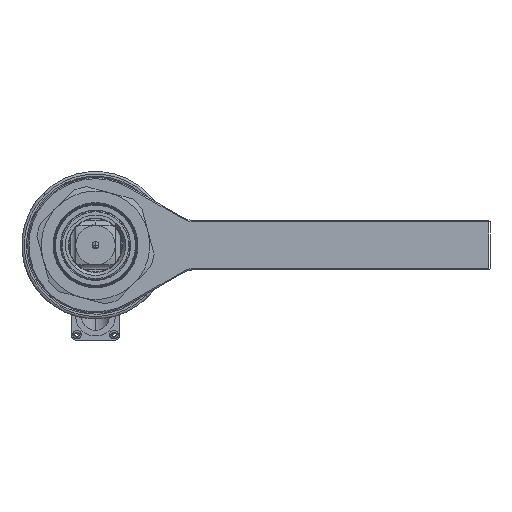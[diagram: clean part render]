
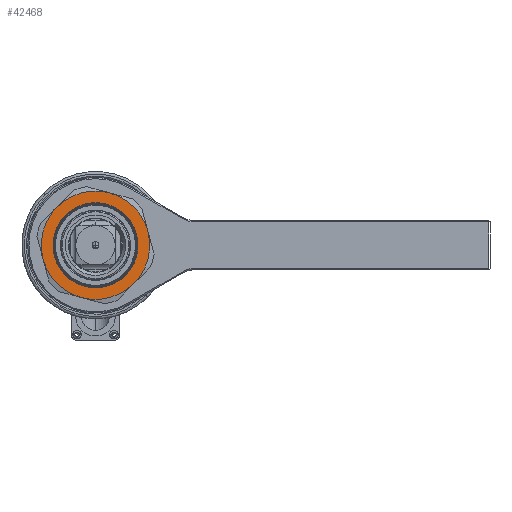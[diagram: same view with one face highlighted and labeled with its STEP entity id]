
A CAD part, left-side view. The second image highlights one B-rep face of the part: STEP entity #42468.
In plain terms, the highlighted planar face has unit normal (-1, 0, 0).
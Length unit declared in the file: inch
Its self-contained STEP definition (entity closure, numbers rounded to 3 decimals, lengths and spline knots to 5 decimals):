
#41604=CARTESIAN_POINT('',(-19.9614,0.005,0.));
#41605=DIRECTION('',(-1.,0.,0.));
#41606=DIRECTION('',(0.,0.707,0.707));
#41607=AXIS2_PLACEMENT_3D('',#41604,#41605,#41606);
#41609=CARTESIAN_POINT('',(-19.9614,0.005,0.));
#41610=DIRECTION('',(-1.,0.,0.));
#41611=DIRECTION('',(0.,-0.259,0.966));
#41612=AXIS2_PLACEMENT_3D('',#41609,#41610,#41611);
#41614=CARTESIAN_POINT('',(-19.9614,0.005,0.));
#41615=DIRECTION('',(-1.,0.,0.));
#41616=DIRECTION('',(0.,-0.707,-0.707));
#41617=AXIS2_PLACEMENT_3D('',#41614,#41615,#41616);
#41619=CARTESIAN_POINT('',(-19.9614,0.005,0.));
#41620=DIRECTION('',(-1.,0.,0.));
#41621=DIRECTION('',(0.,0.259,-0.966));
#41622=AXIS2_PLACEMENT_3D('',#41619,#41620,#41621);
#41624=CARTESIAN_POINT('',(-19.9614,0.005,0.));
#41625=DIRECTION('',(-1.,0.,0.));
#41626=DIRECTION('',(0.,0.707,0.707));
#41627=AXIS2_PLACEMENT_3D('',#41624,#41625,#41626);
#41629=CARTESIAN_POINT('',(-19.9614,0.005,0.));
#41630=DIRECTION('',(-1.,0.,0.));
#41631=DIRECTION('',(0.,-0.707,-0.707));
#41632=AXIS2_PLACEMENT_3D('',#41629,#41630,#41631);
#41644=CARTESIAN_POINT('',(-19.9614,0.005,0.));
#41645=DIRECTION('',(-1.,0.,0.));
#41646=DIRECTION('',(0.,0.966,-0.259));
#41647=AXIS2_PLACEMENT_3D('',#41644,#41645,#41646);
#41724=CARTESIAN_POINT('',(-19.9614,0.005,0.));
#41725=DIRECTION('',(-1.,0.,0.));
#41726=DIRECTION('',(0.,-0.966,0.259));
#41727=AXIS2_PLACEMENT_3D('',#41724,#41725,#41726);
#41759=CARTESIAN_POINT('',(-19.9614,1.33315,-0.35588));
#41799=CARTESIAN_POINT('',(-19.9614,0.97727,0.97227));
#41839=CARTESIAN_POINT('',(-19.9614,-0.35088,1.32815));
#41879=CARTESIAN_POINT('',(-19.9614,-1.32315,0.35588));
#41899=CARTESIAN_POINT('',(-19.9614,-0.96727,-0.97227));
#41959=CARTESIAN_POINT('',(-19.9614,0.36088,-1.32815));
#42405=VERTEX_POINT('',#41879);
#42406=VERTEX_POINT('',#41899);
#42407=VERTEX_POINT('',#41959);
#42411=VERTEX_POINT('',#41759);
#42412=VERTEX_POINT('',#41799);
#42413=VERTEX_POINT('',#41839);
#42414=CARTESIAN_POINT('',(-19.9614,-0.75726,-0.76226));
#42415=CARTESIAN_POINT('',(-19.9614,0.76726,0.76226));
#42416=VERTEX_POINT('',#42414);
#42417=VERTEX_POINT('',#42415);
#42443=CARTESIAN_POINT('',(-19.9614,0.005,0.));
#42444=DIRECTION('',(1.,0.,0.));
#42445=DIRECTION('',(0.,-0.707,-0.707));
#42446=AXIS2_PLACEMENT_3D('',#42443,#42444,#42445);
#42447=PLANE('',#42446);
#42449=ORIENTED_EDGE('',*,*,#42448,.F.);
#42451=ORIENTED_EDGE('',*,*,#42450,.F.);
#42453=ORIENTED_EDGE('',*,*,#42452,.F.);
#42455=ORIENTED_EDGE('',*,*,#42454,.F.);
#42457=ORIENTED_EDGE('',*,*,#42456,.F.);
#42459=ORIENTED_EDGE('',*,*,#42458,.F.);
#42460=EDGE_LOOP('',(#42449,#42451,#42453,#42455,#42457,#42459));
#42461=FACE_OUTER_BOUND('',#42460,.F.);
#42463=ORIENTED_EDGE('',*,*,#42462,.T.);
#42465=ORIENTED_EDGE('',*,*,#42464,.T.);
#42466=EDGE_LOOP('',(#42463,#42465));
#42467=FACE_BOUND('',#42466,.F.);
#42468=ADVANCED_FACE('',(#42461,#42467),#42447,.F.);
#41608=CIRCLE('',#41607,1.375);
#41613=CIRCLE('',#41612,1.375);
#41618=CIRCLE('',#41617,1.375);
#41623=CIRCLE('',#41622,1.375);
#41628=CIRCLE('',#41627,1.078);
#41633=CIRCLE('',#41632,1.078);
#41648=CIRCLE('',#41647,1.375);
#41728=CIRCLE('',#41727,1.375);
#42448=EDGE_CURVE('',#42411,#42407,#41648,.T.);
#42450=EDGE_CURVE('',#42412,#42411,#41608,.T.);
#42452=EDGE_CURVE('',#42413,#42412,#41613,.T.);
#42454=EDGE_CURVE('',#42405,#42413,#41728,.T.);
#42456=EDGE_CURVE('',#42406,#42405,#41618,.T.);
#42458=EDGE_CURVE('',#42407,#42406,#41623,.T.);
#42462=EDGE_CURVE('',#42417,#42416,#41628,.T.);
#42464=EDGE_CURVE('',#42416,#42417,#41633,.T.);
